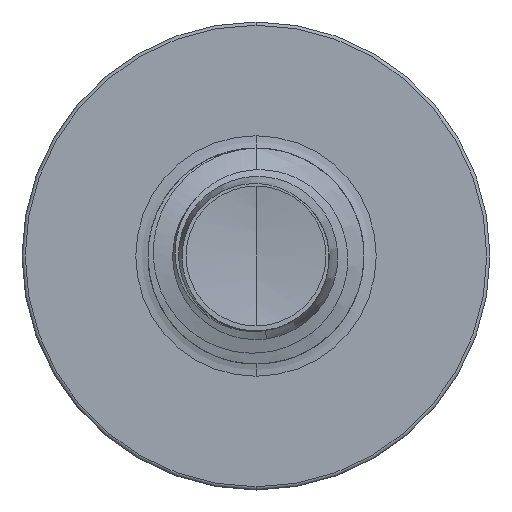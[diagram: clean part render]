
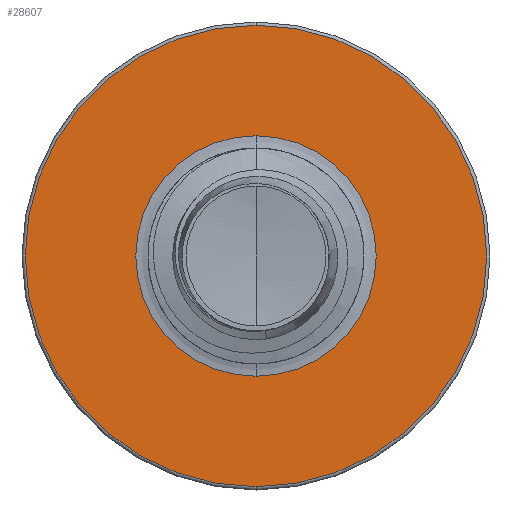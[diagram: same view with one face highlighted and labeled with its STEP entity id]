
A CAD part, front view. The second image highlights one B-rep face of the part: STEP entity #28607.
In plain terms, the highlighted planar face has unit normal (0, -1, 0).
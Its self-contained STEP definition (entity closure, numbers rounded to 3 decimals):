
#657 = DIRECTION ( 'NONE',  ( 0., 1., 0. ) ) ;
#1937 = DIRECTION ( 'NONE',  ( 0., 1., 0. ) ) ;
#2034 = EDGE_CURVE ( 'NONE', #22079, #30926, #8729, .T. ) ;
#2188 = ORIENTED_EDGE ( 'NONE', *, *, #2034, .F. ) ;
#2442 = AXIS2_PLACEMENT_3D ( 'NONE', #10227, #29550, #13012 ) ;
#2450 = FACE_BOUND ( 'NONE', #20362, .T. ) ;
#4861 = CARTESIAN_POINT ( 'NONE',  ( 0., 14., -1.67 ) ) ;
#5476 = VERTEX_POINT ( 'NONE', #14540 ) ;
#6050 = CIRCLE ( 'NONE', #17220, 3.205 ) ;
#7636 = EDGE_CURVE ( 'NONE', #30926, #22079, #6050, .T. ) ;
#8729 = CIRCLE ( 'NONE', #9181, 3.205 ) ;
#8884 = AXIS2_PLACEMENT_3D ( 'NONE', #17163, #657, #19928 ) ;
#9181 = AXIS2_PLACEMENT_3D ( 'NONE', #12965, #13312, #10531 ) ;
#10227 = CARTESIAN_POINT ( 'NONE',  ( 0., 14., 0. ) ) ;
#10407 = PLANE ( 'NONE',  #34318 ) ;
#10531 = DIRECTION ( 'NONE',  ( 0., 0., 1. ) ) ;
#12965 = CARTESIAN_POINT ( 'NONE',  ( 0., 14., 0. ) ) ;
#13012 = DIRECTION ( 'NONE',  ( 0., 0., 1. ) ) ;
#13312 = DIRECTION ( 'NONE',  ( 0., 1., 0. ) ) ;
#14095 = CIRCLE ( 'NONE', #8884, 1.67 ) ;
#14540 = CARTESIAN_POINT ( 'NONE',  ( 0., 14., 1.67 ) ) ;
#15406 = FACE_OUTER_BOUND ( 'NONE', #16853, .T. ) ;
#16853 = EDGE_LOOP ( 'NONE', ( #2188, #21634 ) ) ;
#17063 = CARTESIAN_POINT ( 'NONE',  ( 0., 14., -1.67 ) ) ;
#17163 = CARTESIAN_POINT ( 'NONE',  ( 0., 14., 0. ) ) ;
#17220 = AXIS2_PLACEMENT_3D ( 'NONE', #18442, #1937, #21211 ) ;
#18442 = CARTESIAN_POINT ( 'NONE',  ( 0., 14., 0. ) ) ;
#18710 = DIRECTION ( 'NONE',  ( 0., 0., 1. ) ) ;
#19166 = CARTESIAN_POINT ( 'NONE',  ( 0., 14., 3.205 ) ) ;
#19928 = DIRECTION ( 'NONE',  ( 0., 0., 1. ) ) ;
#20362 = EDGE_LOOP ( 'NONE', ( #20876, #31178 ) ) ;
#20876 = ORIENTED_EDGE ( 'NONE', *, *, #35097, .T. ) ;
#21211 = DIRECTION ( 'NONE',  ( 0., 0., 1. ) ) ;
#21634 = ORIENTED_EDGE ( 'NONE', *, *, #7636, .F. ) ;
#22079 = VERTEX_POINT ( 'NONE', #19166 ) ;
#25964 = CARTESIAN_POINT ( 'NONE',  ( 0., 14., -3.205 ) ) ;
#27686 = VERTEX_POINT ( 'NONE', #17063 ) ;
#28607 = ADVANCED_FACE ( 'NONE', ( #15406, #2450 ), #10407, .F. ) ;
#29550 = DIRECTION ( 'NONE',  ( 0., 1., 0. ) ) ;
#30591 = EDGE_CURVE ( 'NONE', #27686, #5476, #14095, .T. ) ;
#30926 = VERTEX_POINT ( 'NONE', #25964 ) ;
#31178 = ORIENTED_EDGE ( 'NONE', *, *, #30591, .T. ) ;
#34318 = AXIS2_PLACEMENT_3D ( 'NONE', #4861, #35251, #18710 ) ;
#35097 = EDGE_CURVE ( 'NONE', #5476, #27686, #35547, .T. ) ;
#35251 = DIRECTION ( 'NONE',  ( 0., 1., 0. ) ) ;
#35547 = CIRCLE ( 'NONE', #2442, 1.67 ) ;
